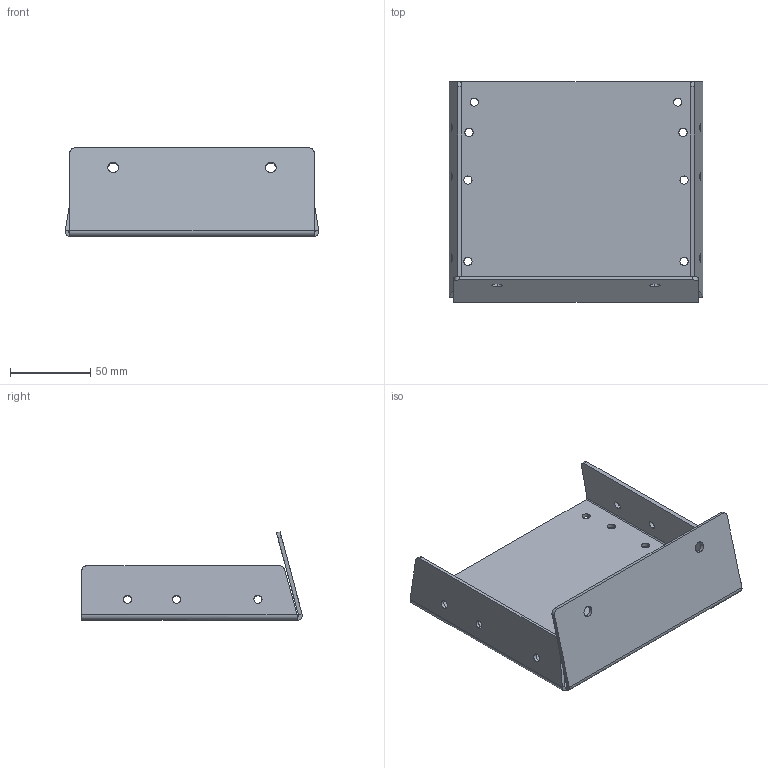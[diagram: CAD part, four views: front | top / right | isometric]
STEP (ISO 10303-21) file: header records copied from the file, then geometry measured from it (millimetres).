
FILE_DESCRIPTION (( 'STEP AP214' ), '1' );
FILE_NAME ('am-5726 Ramp Support Bracket.STEP', '2025-05-14T12:55:27', ( '' ), ( '' ), 'SwSTEP 2.0', 'SolidWorks 2024', '' );
FILE_SCHEMA (( 'AUTOMOTIVE_DESIGN' ));
Length unit declared in the file: inch
Products named in the file (1): am-5726 Ramp Support Bracket
Bounding box: 158.45 x 137.63 x 55.2 mm (x, y, z)
Volume: 86185.8 mm3; surface area: 77847.1 mm2
Topology: 1 solids, 1 shells, 68 faces, 174 edges, 108 vertices
Faces by surface type: cylinder 44, plane 22, bspline 2
Entity records: 2261 total; most frequent: CARTESIAN_POINT 465, DIRECTION 388, ORIENTED_EDGE 348, EDGE_CURVE 174, AXIS2_PLACEMENT_3D 151, VERTEX_POINT 108, EDGE_LOOP 100, VECTOR 86
